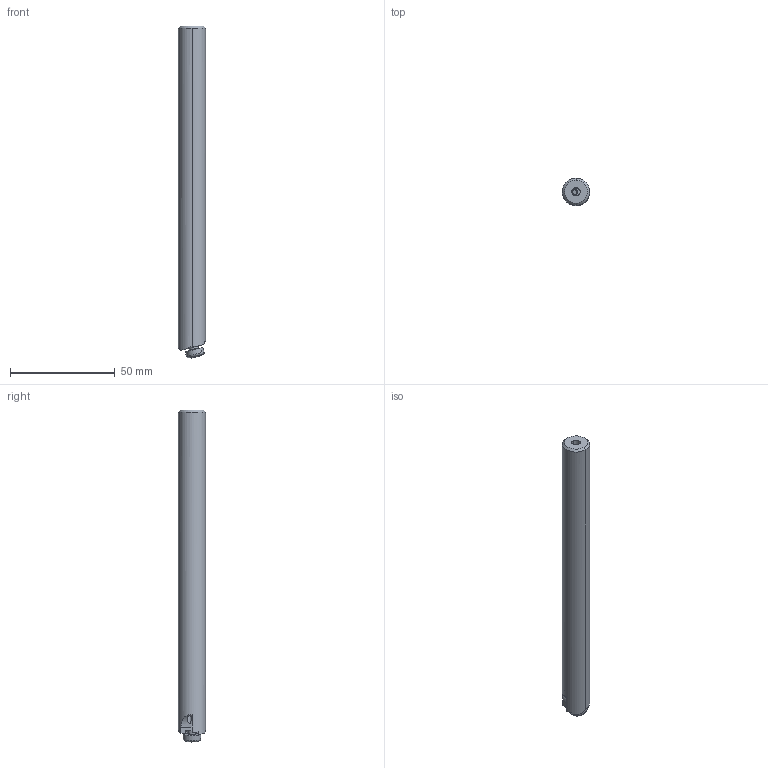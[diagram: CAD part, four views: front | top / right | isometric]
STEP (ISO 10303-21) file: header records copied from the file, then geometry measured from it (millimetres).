
FILE_DESCRIPTION(('no description'),'unknown implementation level');
FILE_NAME('C03FDC26-006E-4FB0-AD04-CADE63A8C600_export.stp',' ',('CIMSOURCE GmbH'),('CADClick - KiM GmbH - www.kimweb.de'),'unknown preprocess','ACIS','unknown authorization');
FILE_SCHEMA(('automotive_design'));
Length unit declared in the file: millimetre
Products named in the file (2): 615.373 Kaiser VSTH D13 X 155 HM _ D14-17|690.138 Kaiser ETL M5_SW3 X 10_Standard;NONE; 615.373 Kaiser VSTH D13 X 155 HM _ D14-17|615.373 Kaiser VSTH D13 X 155 HM _ D14-17_Standard;NONE
Bounding box: 13 x 13 x 158.62 mm (x, y, z)
Volume: 18632.7 mm3; surface area: 8824.9 mm2
Topology: 2 solids, 2 shells, 76 faces, 176 edges, 104 vertices
Faces by surface type: plane 30, cylinder 24, cone 16, torus 6
Entity records: 4240 total; most frequent: CARTESIAN_POINT 525, DIRECTION 369, STYLED_ITEM 352, PRESENTATION_STYLE_ASSIGNMENT 352, COLOUR_RGB 352, ORIENTED_EDGE 340, EDGE_CURVE 170, CURVE_STYLE 170
